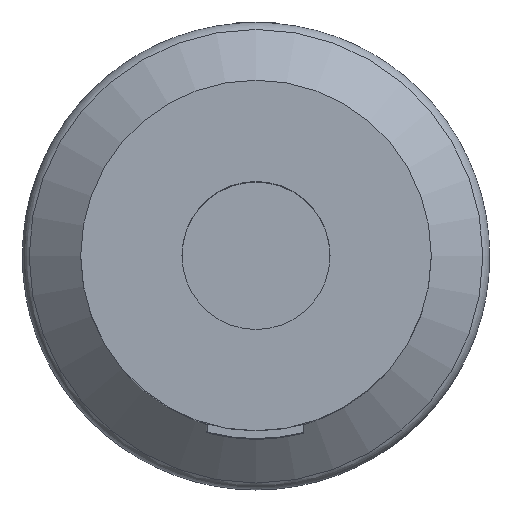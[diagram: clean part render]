
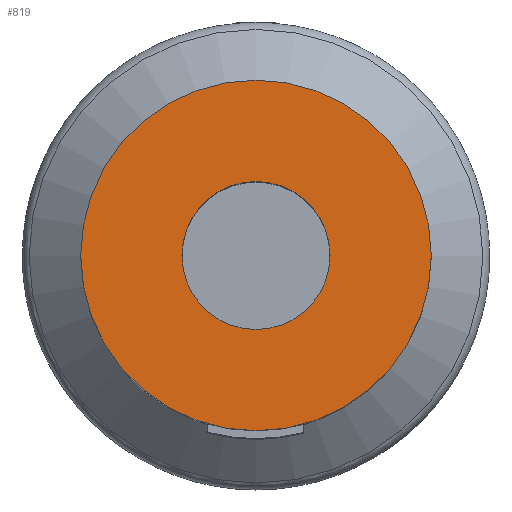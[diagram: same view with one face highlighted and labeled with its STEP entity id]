
A CAD part, top view. The second image highlights one B-rep face of the part: STEP entity #819.
In plain terms, the highlighted planar face has unit normal (0, 0, 1).
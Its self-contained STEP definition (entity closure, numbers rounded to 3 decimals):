
#78=CIRCLE('',#905,4.5);
#79=CIRCLE('',#907,1.9);
#306=ORIENTED_EDGE('',*,*,#477,.F.);
#307=ORIENTED_EDGE('',*,*,#478,.T.);
#477=EDGE_CURVE('',#562,#562,#78,.T.);
#478=EDGE_CURVE('',#563,#563,#79,.T.);
#562=VERTEX_POINT('',#1630);
#563=VERTEX_POINT('',#1633);
#652=EDGE_LOOP('',(#306));
#653=EDGE_LOOP('',(#307));
#727=FACE_BOUND('',#652,.T.);
#728=FACE_BOUND('',#653,.T.);
#784=PLANE('',#906);
#819=ADVANCED_FACE('',(#727,#728),#784,.F.);
#905=AXIS2_PLACEMENT_3D('',#1629,#1063,#1064);
#906=AXIS2_PLACEMENT_3D('',#1631,#1065,#1066);
#907=AXIS2_PLACEMENT_3D('',#1632,#1067,#1068);
#1063=DIRECTION('',(0.,0.,-1.));
#1064=DIRECTION('',(-1.,0.,0.));
#1065=DIRECTION('',(0.,0.,-1.));
#1066=DIRECTION('',(-1.,0.,0.));
#1067=DIRECTION('',(0.,0.,-1.));
#1068=DIRECTION('',(-1.,0.,0.));
#1629=CARTESIAN_POINT('',(0.,0.,16.4));
#1630=CARTESIAN_POINT('',(-4.5,0.,16.4));
#1631=CARTESIAN_POINT('',(-1.9,0.,16.4));
#1632=CARTESIAN_POINT('',(0.,0.,16.4));
#1633=CARTESIAN_POINT('',(-1.9,0.,16.4));
